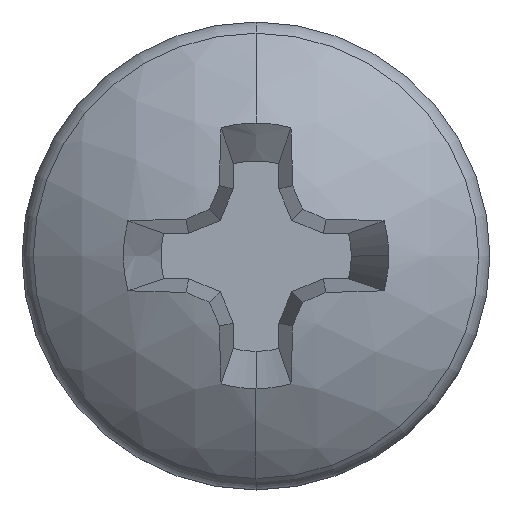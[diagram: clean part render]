
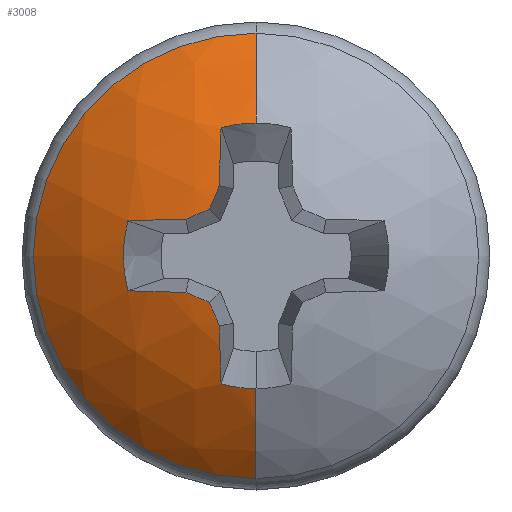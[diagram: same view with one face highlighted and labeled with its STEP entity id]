
A CAD part, top view. The second image highlights one B-rep face of the part: STEP entity #3008.
In plain terms, the highlighted spherical face has radius 3.478 mm.
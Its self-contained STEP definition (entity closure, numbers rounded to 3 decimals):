
#144 = CARTESIAN_POINT ( 'NONE',  ( -0.391, 0.748, 20.016 ) ) ;
#239 = DIRECTION ( 'NONE',  ( -0.924, 0.383, 0. ) ) ;
#457 = AXIS2_PLACEMENT_3D ( 'NONE', #5483, #4606, #8164 ) ;
#483 = CARTESIAN_POINT ( 'NONE',  ( 0., 0., 19.179 ) ) ;
#596 = EDGE_CURVE ( 'NONE', #4162, #8893, #11456, .T. ) ;
#629 = EDGE_CURVE ( 'NONE', #1985, #7519, #11050, .T. ) ;
#633 = VERTEX_POINT ( 'NONE', #7228 ) ;
#638 = EDGE_CURVE ( 'NONE', #3743, #4162, #7524, .T. ) ;
#700 = DIRECTION ( 'NONE',  ( -1., 0., 0. ) ) ;
#786 = VERTEX_POINT ( 'NONE', #1366 ) ;
#799 = EDGE_CURVE ( 'NONE', #11220, #633, #10063, .T. ) ;
#849 = CARTESIAN_POINT ( 'NONE',  ( -0.134, 0.323, 16.611 ) ) ;
#950 = EDGE_CURVE ( 'NONE', #2051, #786, #10480, .T. ) ;
#1148 = AXIS2_PLACEMENT_3D ( 'NONE', #9565, #11350, #6013 ) ;
#1214 = CIRCLE ( 'NONE', #3784, 3.46 ) ;
#1366 = CARTESIAN_POINT ( 'NONE',  ( -1.369, 0.374, 19.817 ) ) ;
#1405 = CARTESIAN_POINT ( 'NONE',  ( -0.323, 0.134, 16.611 ) ) ;
#1416 = CARTESIAN_POINT ( 'NONE',  ( -0.391, -0.748, 20.016 ) ) ;
#1484 = SPHERICAL_SURFACE ( 'NONE', #4318, 3.478 ) ;
#1619 = AXIS2_PLACEMENT_3D ( 'NONE', #483, #7751, #9504 ) ;
#1850 = CARTESIAN_POINT ( 'NONE',  ( -0.323, -0.134, 16.611 ) ) ;
#1944 = VERTEX_POINT ( 'NONE', #3877 ) ;
#1985 = VERTEX_POINT ( 'NONE', #6568 ) ;
#2051 = VERTEX_POINT ( 'NONE', #4078 ) ;
#2075 = CARTESIAN_POINT ( 'NONE',  ( -0.134, -0.323, 16.611 ) ) ;
#2215 = CIRCLE ( 'NONE', #4175, 1.419 ) ;
#2376 = EDGE_CURVE ( 'NONE', #9694, #3743, #1214, .T. ) ;
#2510 = EDGE_CURVE ( 'NONE', #5593, #1985, #10199, .T. ) ;
#2571 = DIRECTION ( 'NONE',  ( 0., 1., 0. ) ) ;
#2662 = EDGE_CURVE ( 'NONE', #1944, #9694, #5276, .T. ) ;
#2684 = ORIENTED_EDGE ( 'NONE', *, *, #3704, .F. ) ;
#2686 = DIRECTION ( 'NONE',  ( 1., 0., 0. ) ) ;
#2883 = DIRECTION ( 'NONE',  ( 0.996, 0., 0.087 ) ) ;
#2886 = ORIENTED_EDGE ( 'NONE', *, *, #4987, .F. ) ;
#3008 = ADVANCED_FACE ( 'NONE', ( #3859 ), #1484, .T. ) ;
#3488 = AXIS2_PLACEMENT_3D ( 'NONE', #3580, #2686, #4479 ) ;
#3557 = CIRCLE ( 'NONE', #1619, 2.379 ) ;
#3580 = CARTESIAN_POINT ( 'NONE',  ( 0., 0., 16.642 ) ) ;
#3621 = ORIENTED_EDGE ( 'NONE', *, *, #8700, .F. ) ;
#3623 = DIRECTION ( 'NONE',  ( 0., 1., 0. ) ) ;
#3704 = EDGE_CURVE ( 'NONE', #5162, #1944, #6115, .T. ) ;
#3743 = VERTEX_POINT ( 'NONE', #1416 ) ;
#3780 = DIRECTION ( 'NONE',  ( 0.087, 0., -0.996 ) ) ;
#3784 = AXIS2_PLACEMENT_3D ( 'NONE', #1850, #5374, #11566 ) ;
#3806 = EDGE_CURVE ( 'NONE', #5593, #6744, #3557, .T. ) ;
#3859 = FACE_OUTER_BOUND ( 'NONE', #7626, .T. ) ;
#3877 = CARTESIAN_POINT ( 'NONE',  ( -0.748, -0.391, 20.016 ) ) ;
#3957 = DIRECTION ( 'NONE',  ( 0., -0.087, 0.996 ) ) ;
#4078 = CARTESIAN_POINT ( 'NONE',  ( -0.748, 0.391, 20.016 ) ) ;
#4162 = VERTEX_POINT ( 'NONE', #11114 ) ;
#4175 = AXIS2_PLACEMENT_3D ( 'NONE', #6931, #10537, #700 ) ;
#4248 = ORIENTED_EDGE ( 'NONE', *, *, #596, .F. ) ;
#4318 = AXIS2_PLACEMENT_3D ( 'NONE', #7861, #7036, #2571 ) ;
#4479 = DIRECTION ( 'NONE',  ( 0., 0., -1. ) ) ;
#4514 = CARTESIAN_POINT ( 'NONE',  ( 0., 0., 19.817 ) ) ;
#4554 = DIRECTION ( 'NONE',  ( 0., 0., 1. ) ) ;
#4606 = DIRECTION ( 'NONE',  ( 0.996, 0., 0.087 ) ) ;
#4675 = CARTESIAN_POINT ( 'NONE',  ( 0., 2.379, 19.179 ) ) ;
#4722 = DIRECTION ( 'NONE',  ( -1., 0., 0. ) ) ;
#4763 = CARTESIAN_POINT ( 'NONE',  ( 0., 0., 16.642 ) ) ;
#4987 = EDGE_CURVE ( 'NONE', #7519, #11220, #5672, .T. ) ;
#5104 = ORIENTED_EDGE ( 'NONE', *, *, #5446, .F. ) ;
#5162 = VERTEX_POINT ( 'NONE', #8493 ) ;
#5276 = CIRCLE ( 'NONE', #7095, 3.46 ) ;
#5332 = DIRECTION ( 'NONE',  ( 0.924, 0.383, 0. ) ) ;
#5374 = DIRECTION ( 'NONE',  ( 0.92, 0.381, 0.087 ) ) ;
#5446 = EDGE_CURVE ( 'NONE', #633, #2051, #6506, .T. ) ;
#5483 = CARTESIAN_POINT ( 'NONE',  ( -0.095, 0., 16.634 ) ) ;
#5573 = CIRCLE ( 'NONE', #7184, 3.478 ) ;
#5588 = ORIENTED_EDGE ( 'NONE', *, *, #2376, .F. ) ;
#5593 = VERTEX_POINT ( 'NONE', #4675 ) ;
#5666 = CARTESIAN_POINT ( 'NONE',  ( 0., -0.095, 16.634 ) ) ;
#5672 = CIRCLE ( 'NONE', #457, 3.477 ) ;
#5759 = CARTESIAN_POINT ( 'NONE',  ( -0.095, 0., 16.634 ) ) ;
#5970 = ORIENTED_EDGE ( 'NONE', *, *, #799, .F. ) ;
#6013 = DIRECTION ( 'NONE',  ( 0., -0.087, -0.996 ) ) ;
#6115 = CIRCLE ( 'NONE', #7850, 3.477 ) ;
#6181 = ORIENTED_EDGE ( 'NONE', *, *, #950, .F. ) ;
#6186 = CARTESIAN_POINT ( 'NONE',  ( 0., -2.379, 19.179 ) ) ;
#6506 = CIRCLE ( 'NONE', #9395, 3.46 ) ;
#6565 = DIRECTION ( 'NONE',  ( 0.381, 0.92, 0.087 ) ) ;
#6568 = CARTESIAN_POINT ( 'NONE',  ( 0., 1.419, 19.817 ) ) ;
#6744 = VERTEX_POINT ( 'NONE', #6186 ) ;
#6931 = CARTESIAN_POINT ( 'NONE',  ( 0., 0., 19.817 ) ) ;
#6996 = ORIENTED_EDGE ( 'NONE', *, *, #2510, .F. ) ;
#7036 = DIRECTION ( 'NONE',  ( -1., 0., 0. ) ) ;
#7095 = AXIS2_PLACEMENT_3D ( 'NONE', #2075, #6565, #239 ) ;
#7184 = AXIS2_PLACEMENT_3D ( 'NONE', #4763, #4722, #7276 ) ;
#7220 = DIRECTION ( 'NONE',  ( 0.381, -0.92, 0.087 ) ) ;
#7228 = CARTESIAN_POINT ( 'NONE',  ( -0.498, 0.498, 20.048 ) ) ;
#7276 = DIRECTION ( 'NONE',  ( 0., -1., 0. ) ) ;
#7519 = VERTEX_POINT ( 'NONE', #9455 ) ;
#7524 = CIRCLE ( 'NONE', #10608, 3.477 ) ;
#7626 = EDGE_LOOP ( 'NONE', ( #9679, #9591, #4248, #11054, #5588, #10280, #2684, #3621, #6181, #5104, #5970, #2886, #8602, #6996 ) ) ;
#7751 = DIRECTION ( 'NONE',  ( 0., 0., 1. ) ) ;
#7850 = AXIS2_PLACEMENT_3D ( 'NONE', #5666, #9354, #3957 ) ;
#7861 = CARTESIAN_POINT ( 'NONE',  ( 0., 0., 16.642 ) ) ;
#8164 = DIRECTION ( 'NONE',  ( 0.087, 0., -0.996 ) ) ;
#8493 = CARTESIAN_POINT ( 'NONE',  ( -1.369, -0.374, 19.817 ) ) ;
#8602 = ORIENTED_EDGE ( 'NONE', *, *, #629, .F. ) ;
#8700 = EDGE_CURVE ( 'NONE', #786, #5162, #2215, .T. ) ;
#8893 = VERTEX_POINT ( 'NONE', #9944 ) ;
#8959 = AXIS2_PLACEMENT_3D ( 'NONE', #1405, #11194, #10379 ) ;
#9354 = DIRECTION ( 'NONE',  ( 0., 0.996, 0.087 ) ) ;
#9395 = AXIS2_PLACEMENT_3D ( 'NONE', #849, #7220, #5332 ) ;
#9455 = CARTESIAN_POINT ( 'NONE',  ( -0.374, 1.369, 19.817 ) ) ;
#9504 = DIRECTION ( 'NONE',  ( 0., -1., 0. ) ) ;
#9565 = CARTESIAN_POINT ( 'NONE',  ( 0., 0.095, 16.634 ) ) ;
#9591 = ORIENTED_EDGE ( 'NONE', *, *, #9953, .T. ) ;
#9679 = ORIENTED_EDGE ( 'NONE', *, *, #3806, .T. ) ;
#9694 = VERTEX_POINT ( 'NONE', #11318 ) ;
#9944 = CARTESIAN_POINT ( 'NONE',  ( 0., -1.419, 19.817 ) ) ;
#9949 = AXIS2_PLACEMENT_3D ( 'NONE', #4514, #4554, #3623 ) ;
#9953 = EDGE_CURVE ( 'NONE', #6744, #8893, #5573, .T. ) ;
#10009 = AXIS2_PLACEMENT_3D ( 'NONE', #11078, #10105, #10146 ) ;
#10063 = CIRCLE ( 'NONE', #8959, 3.46 ) ;
#10105 = DIRECTION ( 'NONE',  ( 0., 0., 1. ) ) ;
#10146 = DIRECTION ( 'NONE',  ( -1., 0., 0. ) ) ;
#10199 = CIRCLE ( 'NONE', #3488, 3.478 ) ;
#10280 = ORIENTED_EDGE ( 'NONE', *, *, #2662, .F. ) ;
#10379 = DIRECTION ( 'NONE',  ( 0.383, 0.924, 0. ) ) ;
#10480 = CIRCLE ( 'NONE', #1148, 3.477 ) ;
#10537 = DIRECTION ( 'NONE',  ( 0., 0., 1. ) ) ;
#10608 = AXIS2_PLACEMENT_3D ( 'NONE', #5759, #2883, #3780 ) ;
#11050 = CIRCLE ( 'NONE', #10009, 1.419 ) ;
#11054 = ORIENTED_EDGE ( 'NONE', *, *, #638, .F. ) ;
#11078 = CARTESIAN_POINT ( 'NONE',  ( 0., 0., 19.817 ) ) ;
#11114 = CARTESIAN_POINT ( 'NONE',  ( -0.374, -1.369, 19.817 ) ) ;
#11194 = DIRECTION ( 'NONE',  ( 0.92, -0.381, 0.087 ) ) ;
#11220 = VERTEX_POINT ( 'NONE', #144 ) ;
#11318 = CARTESIAN_POINT ( 'NONE',  ( -0.498, -0.498, 20.048 ) ) ;
#11350 = DIRECTION ( 'NONE',  ( 0., -0.996, 0.087 ) ) ;
#11456 = CIRCLE ( 'NONE', #9949, 1.419 ) ;
#11566 = DIRECTION ( 'NONE',  ( -0.383, 0.924, 0. ) ) ;
